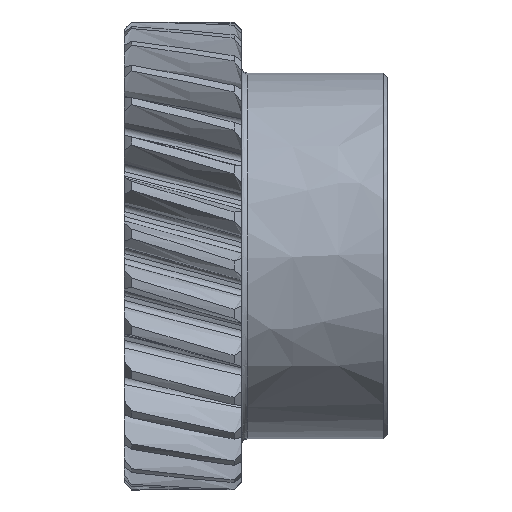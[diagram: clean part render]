
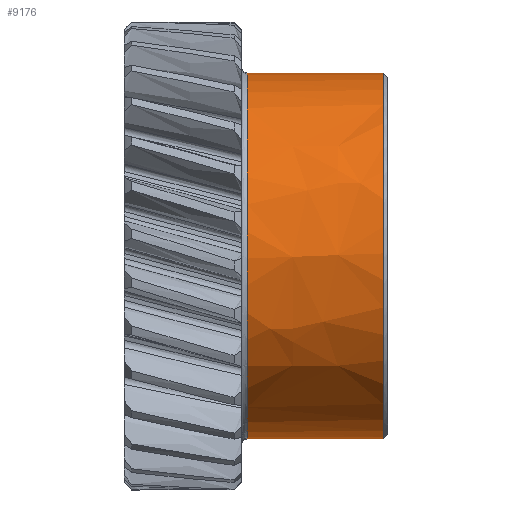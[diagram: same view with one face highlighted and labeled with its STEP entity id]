
A CAD part, front view. The second image highlights one B-rep face of the part: STEP entity #9176.
In plain terms, the highlighted free-form (B-spline) face has degree [3, 3] with [4, 4] control points.
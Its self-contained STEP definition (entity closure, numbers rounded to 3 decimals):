
#9176 = ADVANCED_FACE('',(#9177),#9213,.T.);
#9177 = FACE_BOUND('',#9178,.T.);
#9178 = EDGE_LOOP('',(#9179,#9188,#9198,#9205));
#9179 = ORIENTED_EDGE('',*,*,#9180,.T.);
#9180 = EDGE_CURVE('',#9181,#9183,#9185,.T.);
#9181 = VERTEX_POINT('',#9182);
#9182 = CARTESIAN_POINT('',(-0.438,0.,
    18.235));
#9183 = VERTEX_POINT('',#9184);
#9184 = CARTESIAN_POINT('',(-14.004,0.,
    18.235));
#9185 = B_SPLINE_CURVE_WITH_KNOTS('',1,(#9186,#9187),.UNSPECIFIED.,.F.,
  .F.,(2,2),(0.,9.3),.PIECEWISE_BEZIER_KNOTS.);
#9186 = CARTESIAN_POINT('',(-0.438,0.,18.235));
#9187 = CARTESIAN_POINT('',(-14.004,0.,18.235));
#9188 = ORIENTED_EDGE('',*,*,#9189,.T.);
#9189 = EDGE_CURVE('',#9183,#9190,#9192,.T.);
#9190 = VERTEX_POINT('',#9191);
#9191 = CARTESIAN_POINT('',(-14.004,0.,
    -18.235));
#9192 = ( BOUNDED_CURVE() B_SPLINE_CURVE(2,(#9193,#9194,#9195,#9196,
#9197),.UNSPECIFIED.,.F.,.F.) B_SPLINE_CURVE_WITH_KNOTS((3,2,3),(0.,
1.571,3.142),.PIECEWISE_BEZIER_KNOTS.) CURVE() 
GEOMETRIC_REPRESENTATION_ITEM() RATIONAL_B_SPLINE_CURVE((1.,
0.707,1.,0.707,1.)) REPRESENTATION_ITEM('') );
#9193 = CARTESIAN_POINT('',(-14.004,0.,
    18.235));
#9194 = CARTESIAN_POINT('',(-14.004,-18.235,
    18.235));
#9195 = CARTESIAN_POINT('',(-14.004,-18.235,
    0.));
#9196 = CARTESIAN_POINT('',(-14.004,-18.235,
    -18.235));
#9197 = CARTESIAN_POINT('',(-14.004,0.,
    -18.235));
#9198 = ORIENTED_EDGE('',*,*,#9199,.T.);
#9199 = EDGE_CURVE('',#9190,#9200,#9202,.T.);
#9200 = VERTEX_POINT('',#9201);
#9201 = CARTESIAN_POINT('',(-0.438,0.,
    -18.235));
#9202 = B_SPLINE_CURVE_WITH_KNOTS('',1,(#9203,#9204),.UNSPECIFIED.,.F.,
  .F.,(2,2),(0.,9.3),.PIECEWISE_BEZIER_KNOTS.);
#9203 = CARTESIAN_POINT('',(-14.004,0.,-18.235));
#9204 = CARTESIAN_POINT('',(-0.438,0.,-18.235));
#9205 = ORIENTED_EDGE('',*,*,#9206,.T.);
#9206 = EDGE_CURVE('',#9200,#9181,#9207,.T.);
#9207 = ( BOUNDED_CURVE() B_SPLINE_CURVE(2,(#9208,#9209,#9210,#9211,
#9212),.UNSPECIFIED.,.F.,.F.) B_SPLINE_CURVE_WITH_KNOTS((3,2,3),(
    0.,1.571,3.142),
.PIECEWISE_BEZIER_KNOTS.) CURVE() GEOMETRIC_REPRESENTATION_ITEM() 
RATIONAL_B_SPLINE_CURVE((1.,0.707,1.,0.707,1.)) 
REPRESENTATION_ITEM('') );
#9208 = CARTESIAN_POINT('',(-0.438,0.,
    -18.235));
#9209 = CARTESIAN_POINT('',(-0.438,-18.235,
    -18.235));
#9210 = CARTESIAN_POINT('',(-0.438,-18.235,
    0.));
#9211 = CARTESIAN_POINT('',(-0.438,-18.235,
    18.235));
#9212 = CARTESIAN_POINT('',(-0.438,0.,
    18.235));
#9213 = ( BOUNDED_SURFACE() B_SPLINE_SURFACE(3,3,(
    (#9214,#9215,#9216,#9217)
    ,(#9218,#9219,#9220,#9221)
    ,(#9222,#9223,#9224,#9225)
    ,(#9226,#9227,#9228,#9229
)),.UNSPECIFIED.,.F.,.F.,.F.) B_SPLINE_SURFACE_WITH_KNOTS((4,4),(4,4),(
    0.,1.),(0.,1.),.PIECEWISE_BEZIER_KNOTS.) 
GEOMETRIC_REPRESENTATION_ITEM() RATIONAL_B_SPLINE_SURFACE((
    (1.,1.,1.,1.)
    ,(0.333,0.333,0.333,0.333)
    ,(0.333,0.333,0.333,0.333)
,(1.,1.,1.,1.))) REPRESENTATION_ITEM('') SURFACE() );
#9214 = CARTESIAN_POINT('',(-15.361,0.,18.235));
#9215 = CARTESIAN_POINT('',(-9.934,0.,18.235));
#9216 = CARTESIAN_POINT('',(-4.508,0.,18.235));
#9217 = CARTESIAN_POINT('',(0.919,0.,18.235));
#9218 = CARTESIAN_POINT('',(-15.361,-36.47,
    18.235));
#9219 = CARTESIAN_POINT('',(-9.934,-36.47,
    18.235));
#9220 = CARTESIAN_POINT('',(-4.508,-36.47,
    18.235));
#9221 = CARTESIAN_POINT('',(0.919,-36.47,
    18.235));
#9222 = CARTESIAN_POINT('',(-15.361,-36.47,
    -18.235));
#9223 = CARTESIAN_POINT('',(-9.934,-36.47,
    -18.235));
#9224 = CARTESIAN_POINT('',(-4.508,-36.47,
    -18.235));
#9225 = CARTESIAN_POINT('',(0.919,-36.47,
    -18.235));
#9226 = CARTESIAN_POINT('',(-15.361,0.,-18.235));
#9227 = CARTESIAN_POINT('',(-9.934,0.,-18.235));
#9228 = CARTESIAN_POINT('',(-4.508,0.,-18.235));
#9229 = CARTESIAN_POINT('',(0.919,0.,-18.235));
